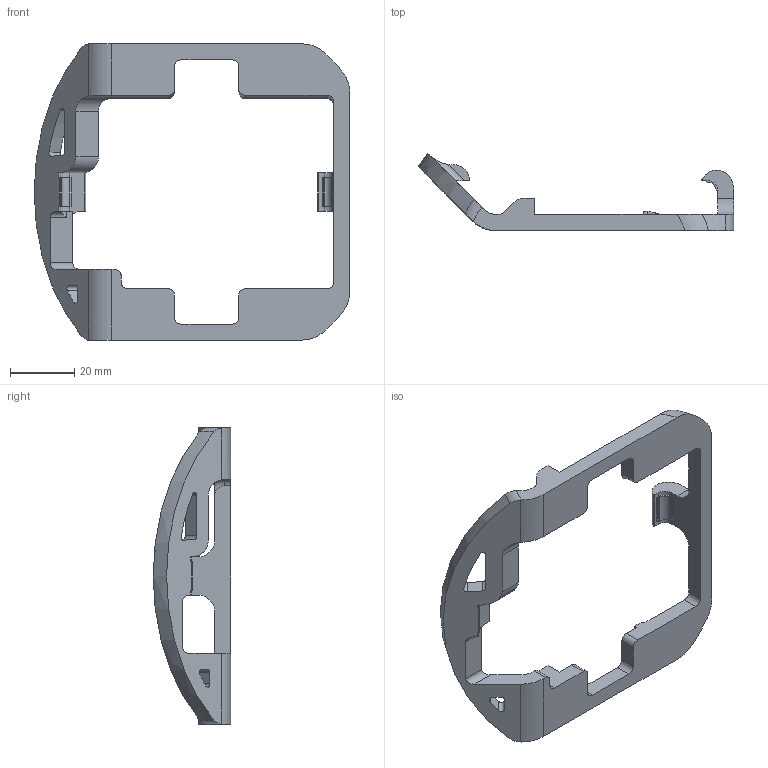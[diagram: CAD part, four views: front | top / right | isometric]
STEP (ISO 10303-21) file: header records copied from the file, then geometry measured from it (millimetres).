
FILE_DESCRIPTION(/* description */ (''),/* implementation_level */ '2;1');
FILE_NAME(/* name */ 'center-constraint_mirror.stp',/* time_stamp */ '2024-11-10T19:16:51-08:00',/* author */ ('generic'),/* organization */ (''),/* preprocessor_version */ 'ST-DEVELOPER v19.2',/* originating_system */ 'Autodesk Inventor 2024',/* authorisation */ '');
FILE_SCHEMA (('AUTOMOTIVE_DESIGN { 1 0 10303 214 3 1 1 }'));
Length unit declared in the file: millimetre
Products named in the file (1): center-constraint_mirror
Bounding box: 97.97 x 24.09 x 92 mm (x, y, z)
Volume: 19596.9 mm3; surface area: 11650.6 mm2
Topology: 1 solids, 1 shells, 140 faces, 411 edges, 274 vertices
Faces by surface type: cylinder 64, plane 60, torus 9, bspline 4, sphere 3
Entity records: 4958 total; most frequent: CARTESIAN_POINT 1099, ORIENTED_EDGE 818, DIRECTION 805, EDGE_CURVE 409, AXIS2_PLACEMENT_3D 286, VERTEX_POINT 269, LINE 233, VECTOR 233
